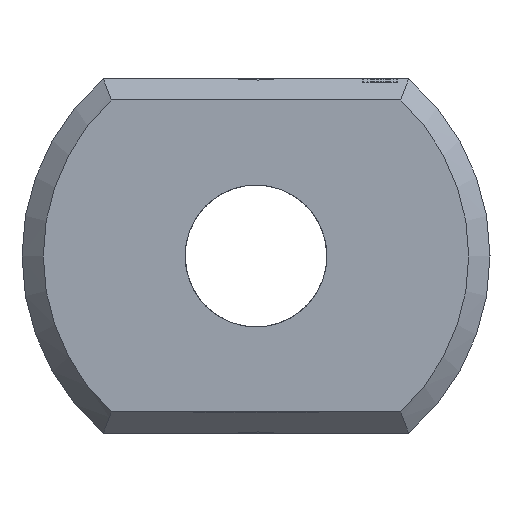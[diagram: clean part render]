
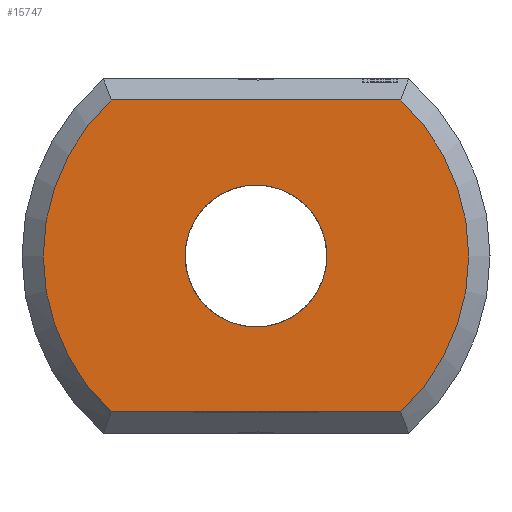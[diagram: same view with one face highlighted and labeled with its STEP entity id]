
A CAD part, left-side view. The second image highlights one B-rep face of the part: STEP entity #15747.
In plain terms, the highlighted planar face has unit normal (-1, 0, 0).
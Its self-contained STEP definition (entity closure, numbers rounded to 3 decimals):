
#3889 = VERTEX_POINT('',#3890);
#3890 = CARTESIAN_POINT('',(0.,-2.04,2.2));
#3899 = VERTEX_POINT('',#3900);
#3900 = CARTESIAN_POINT('',(0.,-2.04,-2.2));
#3907 = EDGE_CURVE('',#3889,#3899,#3908,.T.);
#3908 = CIRCLE('',#3909,3.);
#3909 = AXIS2_PLACEMENT_3D('',#3910,#3911,#3912);
#3910 = CARTESIAN_POINT('',(0.,0.,0.));
#3911 = DIRECTION('',(1.,0.,0.));
#3912 = DIRECTION('',(0.,-0.653,0.758)
  );
#4976 = VERTEX_POINT('',#4977);
#4977 = CARTESIAN_POINT('',(0.,2.04,2.2));
#4984 = EDGE_CURVE('',#3889,#4976,#4985,.T.);
#4985 = LINE('',#4986,#4987);
#4986 = CARTESIAN_POINT('',(0.,-2.154,2.2));
#4987 = VECTOR('',#4988,1.);
#4988 = DIRECTION('',(0.,1.,0.));
#15747 = ADVANCED_FACE('',(#15748,#15767),#15778,.F.);
#15748 = FACE_BOUND('',#15749,.F.);
#15749 = EDGE_LOOP('',(#15750,#15759,#15760,#15761));
#15750 = ORIENTED_EDGE('',*,*,#15751,.T.);
#15751 = EDGE_CURVE('',#15752,#4976,#15754,.T.);
#15752 = VERTEX_POINT('',#15753);
#15753 = CARTESIAN_POINT('',(0.,2.04,-2.2));
#15754 = CIRCLE('',#15755,3.);
#15755 = AXIS2_PLACEMENT_3D('',#15756,#15757,#15758);
#15756 = CARTESIAN_POINT('',(0.,0.,0.));
#15757 = DIRECTION('',(1.,0.,0.));
#15758 = DIRECTION('',(0.,0.653,-0.758)
  );
#15759 = ORIENTED_EDGE('',*,*,#4984,.F.);
#15760 = ORIENTED_EDGE('',*,*,#3907,.T.);
#15761 = ORIENTED_EDGE('',*,*,#15762,.T.);
#15762 = EDGE_CURVE('',#3899,#15752,#15763,.T.);
#15763 = LINE('',#15764,#15765);
#15764 = CARTESIAN_POINT('',(0.,-2.154,-2.2));
#15765 = VECTOR('',#15766,1.);
#15766 = DIRECTION('',(0.,1.,0.));
#15767 = FACE_BOUND('',#15768,.T.);
#15768 = EDGE_LOOP('',(#15769));
#15769 = ORIENTED_EDGE('',*,*,#15770,.T.);
#15770 = EDGE_CURVE('',#15771,#15771,#15773,.T.);
#15771 = VERTEX_POINT('',#15772);
#15772 = CARTESIAN_POINT('',(0.,1.,0.)
  );
#15773 = CIRCLE('',#15774,1.);
#15774 = AXIS2_PLACEMENT_3D('',#15775,#15776,#15777);
#15775 = CARTESIAN_POINT('',(0.,0.,0.));
#15776 = DIRECTION('',(1.,0.,0.));
#15777 = DIRECTION('',(0.,1.,0.));
#15778 = PLANE('',#15779);
#15779 = AXIS2_PLACEMENT_3D('',#15780,#15781,#15782);
#15780 = CARTESIAN_POINT('',(0.,0.,0.));
#15781 = DIRECTION('',(1.,0.,0.));
#15782 = DIRECTION('',(0.,0.,1.));
